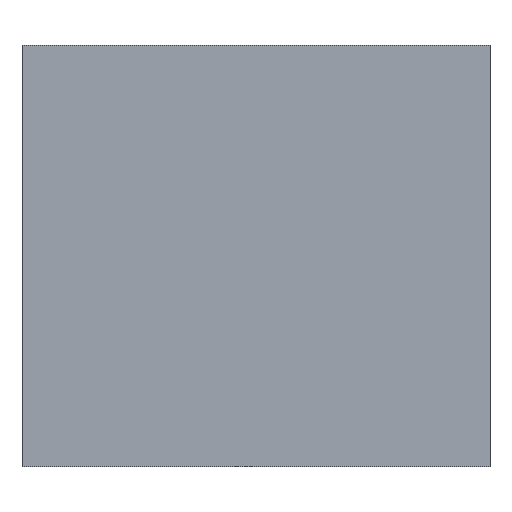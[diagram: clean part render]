
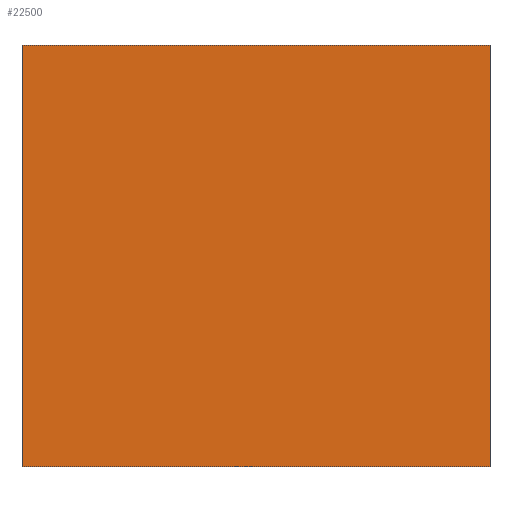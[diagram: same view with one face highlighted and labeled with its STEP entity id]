
A CAD part, front view. The second image highlights one B-rep face of the part: STEP entity #22500.
In plain terms, the highlighted planar face has unit normal (0, -1, 0).
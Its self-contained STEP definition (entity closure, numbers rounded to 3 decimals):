
#1725=FACE_OUTER_BOUND('',#3225,.T.);
#3225=EDGE_LOOP('',(#20302,#20303,#20304,#20305));
#3942=LINE('',#30232,#6878);
#6052=LINE('',#35489,#8988);
#6095=LINE('',#35578,#9031);
#6097=LINE('',#35581,#9033);
#6878=VECTOR('',#24920,10.);
#8988=VECTOR('',#28420,10.);
#9031=VECTOR('',#28513,10.);
#9033=VECTOR('',#28517,10.);
#9641=VERTEX_POINT('',#30229);
#9642=VERTEX_POINT('',#30231);
#11114=VERTEX_POINT('',#35488);
#11135=VERTEX_POINT('',#35577);
#11942=EDGE_CURVE('',#9641,#9642,#3942,.T.);
#14150=EDGE_CURVE('',#9642,#11114,#6052,.T.);
#14193=EDGE_CURVE('',#11135,#9641,#6095,.T.);
#14195=EDGE_CURVE('',#11114,#11135,#6097,.T.);
#20302=ORIENTED_EDGE('',*,*,#14150,.F.);
#20303=ORIENTED_EDGE('',*,*,#11942,.F.);
#20304=ORIENTED_EDGE('',*,*,#14193,.F.);
#20305=ORIENTED_EDGE('',*,*,#14195,.F.);
#21442=PLANE('',#23598);
#22500=ADVANCED_FACE('',(#1725),#21442,.F.);
#23598=AXIS2_PLACEMENT_3D('',#35602,#28546,#28547);
#24920=DIRECTION('',(-1.,0.,0.));
#28420=DIRECTION('',(0.,0.,1.));
#28513=DIRECTION('',(0.,0.,-1.));
#28517=DIRECTION('',(1.,0.,0.));
#28546=DIRECTION('center_axis',(0.,1.,0.));
#28547=DIRECTION('ref_axis',(-1.,0.,0.));
#30229=CARTESIAN_POINT('',(50.,-11.6,-54.));
#30231=CARTESIAN_POINT('',(-30.,-11.6,-54.));
#30232=CARTESIAN_POINT('',(-10.,-11.6,-54.));
#35488=CARTESIAN_POINT('',(-30.,-11.6,18.));
#35489=CARTESIAN_POINT('',(-30.,-11.6,0.));
#35577=CARTESIAN_POINT('',(50.,-11.6,18.));
#35578=CARTESIAN_POINT('',(50.,-11.6,-36.));
#35581=CARTESIAN_POINT('',(30.,-11.6,18.));
#35602=CARTESIAN_POINT('Origin',(10.,-11.6,-18.));
